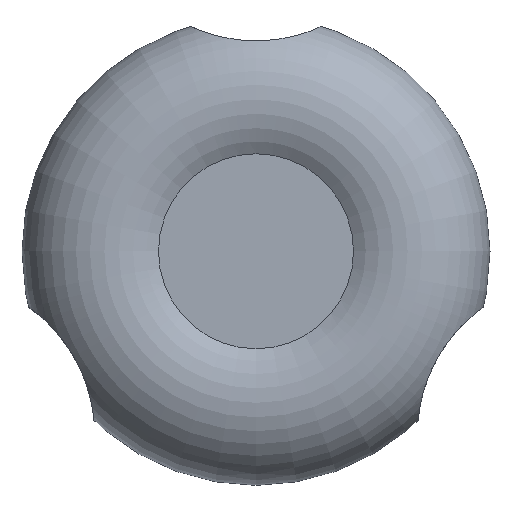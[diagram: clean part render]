
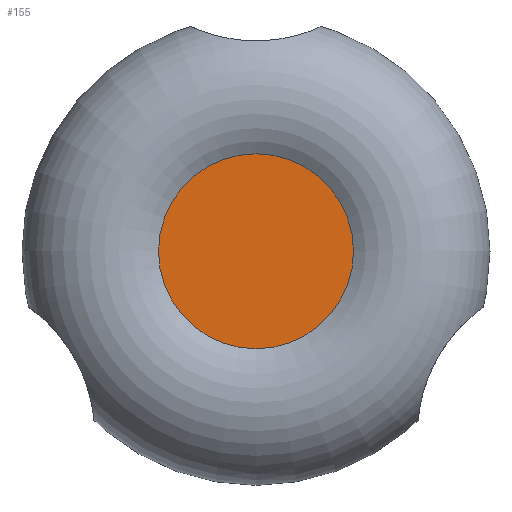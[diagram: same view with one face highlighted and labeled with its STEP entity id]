
A CAD part, top view. The second image highlights one B-rep face of the part: STEP entity #155.
In plain terms, the highlighted planar face has unit normal (0, 0, 1).
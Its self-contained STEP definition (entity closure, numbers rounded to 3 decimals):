
#155 = ADVANCED_FACE( '', ( #330 ), #331, .F. );
#330 = FACE_OUTER_BOUND( '', #508, .T. );
#331 = PLANE( '', #509 );
#508 = EDGE_LOOP( '', ( #893 ) );
#509 = AXIS2_PLACEMENT_3D( '', #894, #895, #896 );
#893 = ORIENTED_EDGE( '', *, *, #1002, .T. );
#894 = CARTESIAN_POINT( '', ( 0., 12.5, 36.374 ) );
#895 = DIRECTION( '', ( 0., 0., -1. ) );
#896 = DIRECTION( '', ( 0., 1., 0. ) );
#1002 = EDGE_CURVE( '', #1193, #1193, #1194, .T. );
#1193 = VERTEX_POINT( '', #1615 );
#1194 = CIRCLE( '', #1616, 12.5 );
#1615 = CARTESIAN_POINT( '', ( 0., -12.5, 36.374 ) );
#1616 = AXIS2_PLACEMENT_3D( '', #2332, #2333, #2334 );
#2332 = CARTESIAN_POINT( '', ( 0., 0., 36.374 ) );
#2333 = DIRECTION( '', ( 0., 0., 1. ) );
#2334 = DIRECTION( '', ( 0., -1., 0. ) );
